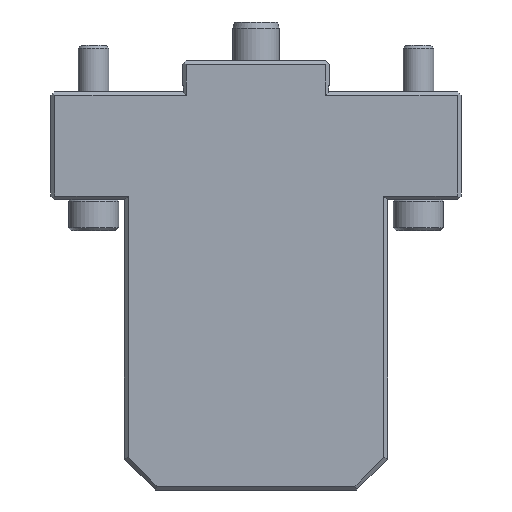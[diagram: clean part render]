
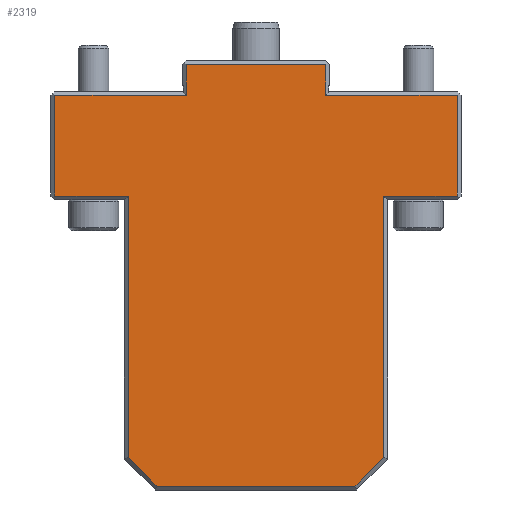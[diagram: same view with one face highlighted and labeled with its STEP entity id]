
A CAD part, left-side view. The second image highlights one B-rep face of the part: STEP entity #2319.
In plain terms, the highlighted planar face has unit normal (-1, 0, 0).
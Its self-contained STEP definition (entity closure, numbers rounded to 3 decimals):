
#37=LINE('',#3633,#200);
#41=LINE('',#3642,#204);
#47=LINE('',#3654,#210);
#53=LINE('',#3666,#216);
#64=LINE('',#3690,#227);
#81=LINE('',#3723,#244);
#85=LINE('',#3731,#248);
#105=LINE('',#3774,#268);
#127=LINE('',#3820,#290);
#129=LINE('',#3824,#292);
#130=LINE('',#3825,#293);
#131=LINE('',#3827,#294);
#132=LINE('',#3828,#295);
#133=LINE('',#3830,#296);
#200=VECTOR('',#2771,1000.);
#204=VECTOR('',#2777,1000.);
#210=VECTOR('',#2787,1000.);
#216=VECTOR('',#2797,1000.);
#227=VECTOR('',#2814,1000.);
#244=VECTOR('',#2839,1000.);
#248=VECTOR('',#2845,1000.);
#268=VECTOR('',#2883,1000.);
#290=VECTOR('',#2921,1000.);
#292=VECTOR('',#2925,1000.);
#293=VECTOR('',#2926,1000.);
#294=VECTOR('',#2927,1000.);
#295=VECTOR('',#2928,1000.);
#296=VECTOR('',#2929,1000.);
#629=ORIENTED_EDGE('',*,*,#1176,.T.);
#630=ORIENTED_EDGE('',*,*,#1174,.T.);
#631=ORIENTED_EDGE('',*,*,#1177,.T.);
#632=ORIENTED_EDGE('',*,*,#1178,.T.);
#633=ORIENTED_EDGE('',*,*,#1151,.T.);
#634=ORIENTED_EDGE('',*,*,#1125,.T.);
#635=ORIENTED_EDGE('',*,*,#1129,.T.);
#636=ORIENTED_EDGE('',*,*,#1108,.T.);
#637=ORIENTED_EDGE('',*,*,#1179,.T.);
#638=ORIENTED_EDGE('',*,*,#1180,.T.);
#639=ORIENTED_EDGE('',*,*,#1085,.T.);
#640=ORIENTED_EDGE('',*,*,#1091,.T.);
#641=ORIENTED_EDGE('',*,*,#1081,.T.);
#642=ORIENTED_EDGE('',*,*,#1097,.T.);
#1081=EDGE_CURVE('',#1382,#1385,#37,.T.);
#1085=EDGE_CURVE('',#1387,#1389,#41,.T.);
#1091=EDGE_CURVE('',#1389,#1382,#47,.T.);
#1097=EDGE_CURVE('',#1385,#1397,#53,.T.);
#1108=EDGE_CURVE('',#1408,#1406,#64,.T.);
#1125=EDGE_CURVE('',#1420,#1419,#81,.T.);
#1129=EDGE_CURVE('',#1419,#1408,#85,.T.);
#1151=EDGE_CURVE('',#1437,#1420,#105,.T.);
#1174=EDGE_CURVE('',#1453,#1452,#127,.T.);
#1176=EDGE_CURVE('',#1397,#1453,#129,.T.);
#1177=EDGE_CURVE('',#1452,#1454,#130,.T.);
#1178=EDGE_CURVE('',#1454,#1437,#131,.T.);
#1179=EDGE_CURVE('',#1406,#1455,#132,.T.);
#1180=EDGE_CURVE('',#1455,#1387,#133,.T.);
#1382=VERTEX_POINT('',#3627);
#1385=VERTEX_POINT('',#3632);
#1387=VERTEX_POINT('',#3637);
#1389=VERTEX_POINT('',#3641);
#1397=VERTEX_POINT('',#3665);
#1406=VERTEX_POINT('',#3688);
#1408=VERTEX_POINT('',#3691);
#1419=VERTEX_POINT('',#3722);
#1420=VERTEX_POINT('',#3724);
#1437=VERTEX_POINT('',#3775);
#1452=VERTEX_POINT('',#3819);
#1453=VERTEX_POINT('',#3821);
#1454=VERTEX_POINT('',#3826);
#1455=VERTEX_POINT('',#3829);
#1743=EDGE_LOOP('',(#629,#630,#631,#632,#633,#634,#635,#636,#637,#638,#639,
#640,#641,#642));
#1992=FACE_BOUND('',#1743,.T.);
#2227=PLANE('',#2505);
#2319=ADVANCED_FACE('',(#1992),#2227,.T.);
#2505=AXIS2_PLACEMENT_3D('',#3823,#2923,#2924);
#2771=DIRECTION('',(0.,-0.707,0.707));
#2777=DIRECTION('',(0.,-0.707,-0.707));
#2787=DIRECTION('',(0.,-1.,0.));
#2797=DIRECTION('',(0.,0.,1.));
#2814=DIRECTION('',(0.,0.,-1.));
#2839=DIRECTION('',(0.,0.,-1.));
#2845=DIRECTION('',(0.,1.,0.));
#2883=DIRECTION('',(0.,1.,0.));
#2921=DIRECTION('',(0.,0.,1.));
#2923=DIRECTION('',(-1.,0.,0.));
#2924=DIRECTION('',(0.,0.,1.));
#2925=DIRECTION('',(0.,-1.,0.));
#2926=DIRECTION('',(0.,1.,0.));
#2927=DIRECTION('',(0.,0.,1.));
#2928=DIRECTION('',(0.,-1.,0.));
#2929=DIRECTION('',(0.,0.,-1.));
#3627=CARTESIAN_POINT('',(-74.5,-25.586,-102.));
#3632=CARTESIAN_POINT('',(-74.5,-33.,-94.586));
#3633=CARTESIAN_POINT('',(-74.5,-33.293,-94.293));
#3637=CARTESIAN_POINT('',(-74.5,33.,-94.586));
#3641=CARTESIAN_POINT('',(-74.5,25.586,-102.));
#3642=CARTESIAN_POINT('',(-74.5,25.293,-102.293));
#3654=CARTESIAN_POINT('',(-74.5,-53.,-102.));
#3665=CARTESIAN_POINT('',(-74.5,-33.,-27.));
#3666=CARTESIAN_POINT('',(-74.5,-33.,-28.));
#3688=CARTESIAN_POINT('',(-74.5,52.,-27.));
#3690=CARTESIAN_POINT('',(-74.5,52.,-103.));
#3691=CARTESIAN_POINT('',(-74.5,52.,-1.));
#3722=CARTESIAN_POINT('',(-74.5,18.,-1.));
#3723=CARTESIAN_POINT('',(-74.5,18.,-103.));
#3724=CARTESIAN_POINT('',(-74.5,18.,7.));
#3731=CARTESIAN_POINT('',(-74.5,-53.,-1.));
#3774=CARTESIAN_POINT('',(-74.5,-53.,7.));
#3775=CARTESIAN_POINT('',(-74.5,-18.,7.));
#3819=CARTESIAN_POINT('',(-74.5,-52.,-1.));
#3820=CARTESIAN_POINT('',(-74.5,-52.,-1.));
#3821=CARTESIAN_POINT('',(-74.5,-52.,-27.));
#3823=CARTESIAN_POINT('',(-74.5,-53.,-103.));
#3824=CARTESIAN_POINT('',(-74.5,-53.,-27.));
#3825=CARTESIAN_POINT('',(-74.5,-53.,-1.));
#3826=CARTESIAN_POINT('',(-74.5,-18.,-1.));
#3827=CARTESIAN_POINT('',(-74.5,-18.,8.));
#3828=CARTESIAN_POINT('',(-74.5,34.,-27.));
#3829=CARTESIAN_POINT('',(-74.5,33.,-27.));
#3830=CARTESIAN_POINT('',(-74.5,33.,-95.));
